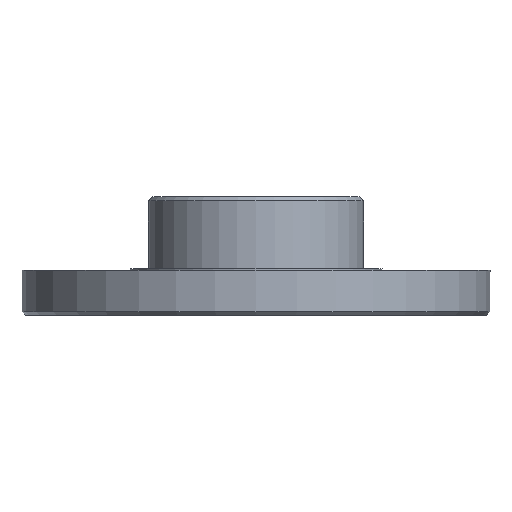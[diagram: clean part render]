
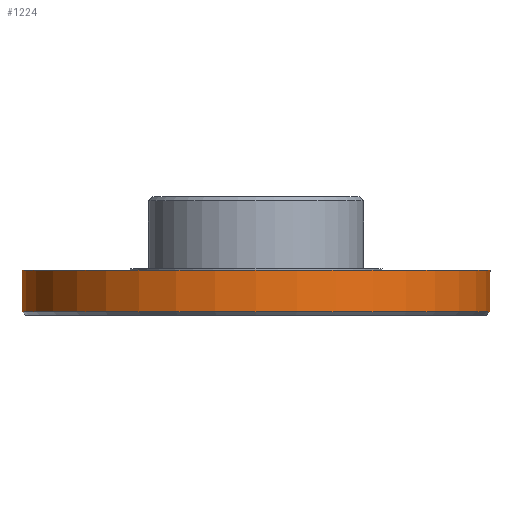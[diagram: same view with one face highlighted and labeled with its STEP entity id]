
A CAD part, front view. The second image highlights one B-rep face of the part: STEP entity #1224.
In plain terms, the highlighted cylindrical face has radius 13 mm (diameter 26 mm), a partial arc.
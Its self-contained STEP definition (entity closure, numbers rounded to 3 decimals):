
#17 = ORIENTED_EDGE ( 'NONE', *, *, #1540, .F. ) ;
#41 = CARTESIAN_POINT ( 'NONE',  ( 13., 0., -22. ) ) ;
#112 = AXIS2_PLACEMENT_3D ( 'NONE', #251, #1135, #653 ) ;
#163 = CARTESIAN_POINT ( 'NONE',  ( 0., 0., -21.875 ) ) ;
#168 = ORIENTED_EDGE ( 'NONE', *, *, #1549, .T. ) ;
#251 = CARTESIAN_POINT ( 'NONE',  ( 0., 0., -22. ) ) ;
#277 = CARTESIAN_POINT ( 'NONE',  ( -13., 0., -24.3 ) ) ;
#306 = CARTESIAN_POINT ( 'NONE',  ( 0., 0., -24.3 ) ) ;
#315 = AXIS2_PLACEMENT_3D ( 'NONE', #306, #1510, #913 ) ;
#353 = CARTESIAN_POINT ( 'NONE',  ( -13., 0., -21.875 ) ) ;
#367 = EDGE_CURVE ( 'NONE', #1219, #1230, #1240, .T. ) ;
#395 = DIRECTION ( 'NONE',  ( 0., 0., -1. ) ) ;
#402 = DIRECTION ( 'NONE',  ( -1., 0., 0. ) ) ;
#430 = CARTESIAN_POINT ( 'NONE',  ( 13., 0., -24.3 ) ) ;
#480 = EDGE_CURVE ( 'NONE', #524, #1219, #1512, .T. ) ;
#481 = VECTOR ( 'NONE', #1490, 1000. ) ;
#524 = VERTEX_POINT ( 'NONE', #41 ) ;
#540 = DIRECTION ( 'NONE',  ( 0., 0., -1. ) ) ;
#547 = CARTESIAN_POINT ( 'NONE',  ( -13., 0., -22. ) ) ;
#653 = DIRECTION ( 'NONE',  ( -1., 0., 0. ) ) ;
#805 = CIRCLE ( 'NONE', #315, 13. ) ;
#894 = CYLINDRICAL_SURFACE ( 'NONE', #1100, 13. ) ;
#913 = DIRECTION ( 'NONE',  ( -1., 0., 0. ) ) ;
#986 = ORIENTED_EDGE ( 'NONE', *, *, #480, .T. ) ;
#1016 = VECTOR ( 'NONE', #540, 1000. ) ;
#1059 = VERTEX_POINT ( 'NONE', #430 ) ;
#1100 = AXIS2_PLACEMENT_3D ( 'NONE', #163, #395, #402 ) ;
#1135 = DIRECTION ( 'NONE',  ( 0., 0., -1. ) ) ;
#1152 = CARTESIAN_POINT ( 'NONE',  ( 13., 0., -21.875 ) ) ;
#1169 = LINE ( 'NONE', #1152, #1016 ) ;
#1219 = VERTEX_POINT ( 'NONE', #547 ) ;
#1224 = ADVANCED_FACE ( 'NONE', ( #1523 ), #894, .T. ) ;
#1230 = VERTEX_POINT ( 'NONE', #277 ) ;
#1240 = LINE ( 'NONE', #353, #481 ) ;
#1302 = ORIENTED_EDGE ( 'NONE', *, *, #367, .T. ) ;
#1464 = EDGE_LOOP ( 'NONE', ( #17, #986, #1302, #168 ) ) ;
#1490 = DIRECTION ( 'NONE',  ( 0., 0., -1. ) ) ;
#1510 = DIRECTION ( 'NONE',  ( 0., 0., 1. ) ) ;
#1512 = CIRCLE ( 'NONE', #112, 13. ) ;
#1523 = FACE_OUTER_BOUND ( 'NONE', #1464, .T. ) ;
#1540 = EDGE_CURVE ( 'NONE', #524, #1059, #1169, .T. ) ;
#1549 = EDGE_CURVE ( 'NONE', #1230, #1059, #805, .T. ) ;
